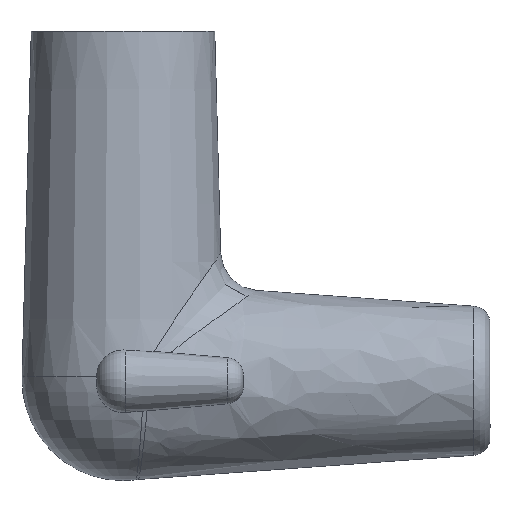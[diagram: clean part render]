
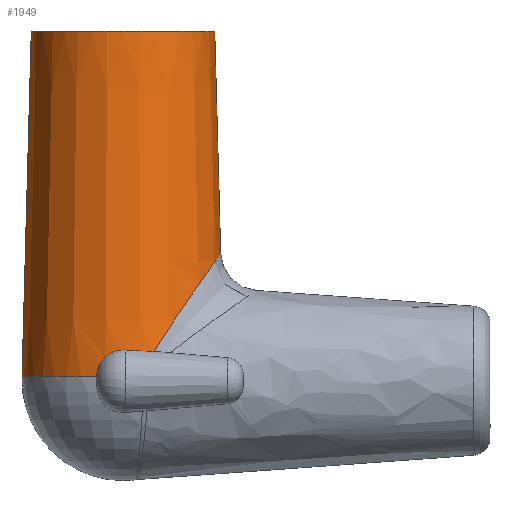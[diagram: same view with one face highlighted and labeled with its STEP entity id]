
A CAD part, front view. The second image highlights one B-rep face of the part: STEP entity #1949.
In plain terms, the highlighted conical face has half-angle 1.533 degrees and reference radius 7.938 mm.
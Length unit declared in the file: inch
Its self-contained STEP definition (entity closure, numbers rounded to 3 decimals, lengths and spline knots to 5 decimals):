
#83 = CARTESIAN_POINT ( 'NONE',  ( -0.0775, -0.33385, -1.12874 ) ) ;
#116 = CARTESIAN_POINT ( 'NONE',  ( 0.12949, -0.31537, -1.05164 ) ) ;
#132 = CARTESIAN_POINT ( 'NONE',  ( 0.31095, -0.12117, -0.78737 ) ) ;
#159 = CARTESIAN_POINT ( 'NONE',  ( -0.344, 0., -1.177 ) ) ;
#316 = DIRECTION ( 'NONE',  ( -1., 0., 0. ) ) ;
#340 = CARTESIAN_POINT ( 'NONE',  ( 0., 0., 0. ) ) ;
#367 = CARTESIAN_POINT ( 'NONE',  ( -0.08688, -0.33216, -1.15214 ) ) ;
#383 = LINE ( 'NONE', #2461, #3383 ) ;
#414 = CARTESIAN_POINT ( 'NONE',  ( 0.29018, -0.16642, -0.81705 ) ) ;
#424 = CIRCLE ( 'NONE', #2606, 0.344 ) ;
#444 = CARTESIAN_POINT ( 'NONE',  ( 0.09004, -0.33001, -1.08996 ) ) ;
#549 = EDGE_CURVE ( 'NONE', #1614, #1783, #991, .T. ) ;
#564 = VERTEX_POINT ( 'NONE', #2830 ) ;
#576 = VERTEX_POINT ( 'NONE', #159 ) ;
#584 = CARTESIAN_POINT ( 'NONE',  ( -0.3125, 0., 0. ) ) ;
#608 = FACE_OUTER_BOUND ( 'NONE', #1890, .T. ) ;
#642 = DIRECTION ( 'NONE',  ( -1., 0., 0. ) ) ;
#669 = CARTESIAN_POINT ( 'NONE',  ( -0.08982, -0.33207, -1.177 ) ) ;
#684 = CARTESIAN_POINT ( 'NONE',  ( -0.00483, -0.34156, -1.08506 ) ) ;
#699 = CARTESIAN_POINT ( 'NONE',  ( 0.10582, -0.32489, -1.09063 ) ) ;
#720 = CARTESIAN_POINT ( 'NONE',  ( 0.2601, -0.21261, -0.86002 ) ) ;
#734 = CARTESIAN_POINT ( 'NONE',  ( 0.33274, -0.01179, -0.75632 ) ) ;
#737 = ORIENTED_EDGE ( 'NONE', *, *, #2539, .F. ) ;
#749 = CARTESIAN_POINT ( 'NONE',  ( 0.02438, -0.34112, -1.08689 ) ) ;
#753 = ORIENTED_EDGE ( 'NONE', *, *, #1744, .F. ) ;
#826 = CIRCLE ( 'NONE', #2502, 0.3125 ) ;
#834 = B_SPLINE_CURVE_WITH_KNOTS ( 'NONE', 3,
 ( #699, #2784, #116, #1285, #2481, #3689, #1003, #2176, #3402, #720, #1876, #3097, #414, #1580, #2800, #132, #1299, #2498, #3704, #1019, #2192, #3418, #734, #1893 ),
 .UNSPECIFIED., .F., .F.,
 ( 4, 2, 2, 2, 2, 2, 2, 2, 2, 2, 2, 4 ),
 ( 0.00239, 0.00416, 0.00594, 0.00772, 0.0095, 0.01128, 0.01217, 0.01306, 0.01395, 0.01484, 0.01572, 0.01661 ),
 .UNSPECIFIED. ) ;
#943 = CARTESIAN_POINT ( 'NONE',  ( 0.10582, -0.32489, -1.09063 ) ) ;
#970 = CARTESIAN_POINT ( 'NONE',  ( -0.04148, -0.33946, -1.09406 ) ) ;
#991 = B_SPLINE_CURVE_WITH_KNOTS ( 'NONE', 3,
 ( #3433, #749, #1907, #3129, #444, #1612 ),
 .UNSPECIFIED., .F., .F.,
 ( 4, 2, 4 ),
 ( 0.00088, 0.00215, 0.00341 ),
 .UNSPECIFIED. ) ;
#1000 = VERTEX_POINT ( 'NONE', #2034 ) ;
#1003 = CARTESIAN_POINT ( 'NONE',  ( 0.20268, -0.27062, -0.94272 ) ) ;
#1005 = ORIENTED_EDGE ( 'NONE', *, *, #1006, .T. ) ;
#1006 = EDGE_CURVE ( 'NONE', #3328, #576, #3263, .T. ) ;
#1019 = CARTESIAN_POINT ( 'NONE',  ( 0.32804, -0.05789, -0.76301 ) ) ;
#1021 = ORIENTED_EDGE ( 'NONE', *, *, #3413, .F. ) ;
#1032 = ORIENTED_EDGE ( 'NONE', *, *, #2478, .T. ) ;
#1249 = CARTESIAN_POINT ( 'NONE',  ( -0.07043, -0.33513, -1.11838 ) ) ;
#1285 = CARTESIAN_POINT ( 'NONE',  ( 0.15391, -0.30308, -1.01429 ) ) ;
#1299 = CARTESIAN_POINT ( 'NONE',  ( 0.31449, -0.11133, -0.78234 ) ) ;
#1302 = CONICAL_SURFACE ( 'NONE', #3007, 0.3125, 0.027 ) ;
#1303 = ORIENTED_EDGE ( 'NONE', *, *, #549, .T. ) ;
#1315 = ORIENTED_EDGE ( 'NONE', *, *, #2575, .T. ) ;
#1500 = DIRECTION ( 'NONE',  ( 0., 0., 1. ) ) ;
#1528 = CARTESIAN_POINT ( 'NONE',  ( -0.08518, -0.33244, -1.14608 ) ) ;
#1580 = CARTESIAN_POINT ( 'NONE',  ( 0.29908, -0.14907, -0.80433 ) ) ;
#1612 = CARTESIAN_POINT ( 'NONE',  ( 0.10582, -0.32489, -1.09063 ) ) ;
#1614 = VERTEX_POINT ( 'NONE', #2268 ) ;
#1744 = EDGE_CURVE ( 'NONE', #3328, #2733, #826, .T. ) ;
#1746 = DIRECTION ( 'NONE',  ( -0.027, 0., -1. ) ) ;
#1770 = CARTESIAN_POINT ( 'NONE',  ( 0., 0., 0. ) ) ;
#1783 = VERTEX_POINT ( 'NONE', #943 ) ;
#1822 = CARTESIAN_POINT ( 'NONE',  ( -0.08962, -0.33195, -1.17069 ) ) ;
#1838 = CARTESIAN_POINT ( 'NONE',  ( 0.00149, -0.34159, -1.08494 ) ) ;
#1853 = CARTESIAN_POINT ( 'NONE',  ( 0.3125, 0., 0. ) ) ;
#1876 = CARTESIAN_POINT ( 'NONE',  ( 0.27064, -0.19849, -0.84496 ) ) ;
#1890 = EDGE_LOOP ( 'NONE', ( #737, #753, #1005, #1021, #1032, #1303, #1315 ) ) ;
#1893 = CARTESIAN_POINT ( 'NONE',  ( 0.33274, 0., -0.75633 ) ) ;
#1907 = CARTESIAN_POINT ( 'NONE',  ( 0.04085, -0.33957, -1.08791 ) ) ;
#1949 = ADVANCED_FACE ( 'NONE', ( #608 ), #1302, .T. ) ;
#2034 = CARTESIAN_POINT ( 'NONE',  ( 0.33274, 0., -0.75633 ) ) ;
#2094 = CARTESIAN_POINT ( 'NONE',  ( 0., 0., -1.177 ) ) ;
#2138 = CARTESIAN_POINT ( 'NONE',  ( -0.02364, -0.34085, -1.088 ) ) ;
#2176 = CARTESIAN_POINT ( 'NONE',  ( 0.22643, -0.24984, -0.90838 ) ) ;
#2192 = CARTESIAN_POINT ( 'NONE',  ( 0.32977, -0.04666, -0.76053 ) ) ;
#2268 = CARTESIAN_POINT ( 'NONE',  ( 0.00784, -0.34146, -1.08548 ) ) ;
#2356 = B_SPLINE_CURVE_WITH_KNOTS ( 'NONE', 3,
 ( #669, #1822, #3042, #367, #1528, #2749, #83, #1249, #2443, #3657, #970, #2138, #3367, #684, #1838, #3058 ),
 .UNSPECIFIED., .F., .F.,
 ( 4, 2, 2, 2, 2, 2, 2, 4 ),
 ( 0.00084, 0.00132, 0.0018, 0.00228, 0.00276, 0.00373, 0.00421, 0.00469 ),
 .UNSPECIFIED. ) ;
#2378 = CARTESIAN_POINT ( 'NONE',  ( -0.3125, 0., 0. ) ) ;
#2443 = CARTESIAN_POINT ( 'NONE',  ( -0.06627, -0.33586, -1.11352 ) ) ;
#2461 = CARTESIAN_POINT ( 'NONE',  ( 0.3125, 0., 0. ) ) ;
#2478 = EDGE_CURVE ( 'NONE', #564, #1614, #2356, .T. ) ;
#2481 = CARTESIAN_POINT ( 'NONE',  ( 0.16622, -0.296, -0.99605 ) ) ;
#2498 = CARTESIAN_POINT ( 'NONE',  ( 0.3208, -0.09068, -0.77334 ) ) ;
#2502 = AXIS2_PLACEMENT_3D ( 'NONE', #340, #1500, #2722 ) ;
#2539 = EDGE_CURVE ( 'NONE', #2733, #1000, #383, .T. ) ;
#2575 = EDGE_CURVE ( 'NONE', #1783, #1000, #834, .T. ) ;
#2606 = AXIS2_PLACEMENT_3D ( 'NONE', #2094, #3323, #642 ) ;
#2634 = VECTOR ( 'NONE', #1746, 39.37008 ) ;
#2722 = DIRECTION ( 'NONE',  ( 1., 0., 0. ) ) ;
#2733 = VERTEX_POINT ( 'NONE', #1853 ) ;
#2749 = CARTESIAN_POINT ( 'NONE',  ( -0.08045, -0.33329, -1.13428 ) ) ;
#2784 = CARTESIAN_POINT ( 'NONE',  ( 0.11728, -0.3206, -1.07076 ) ) ;
#2800 = CARTESIAN_POINT ( 'NONE',  ( 0.30325, -0.14004, -0.79837 ) ) ;
#2830 = CARTESIAN_POINT ( 'NONE',  ( -0.08982, -0.33207, -1.177 ) ) ;
#2985 = DIRECTION ( 'NONE',  ( 0., 0., -1. ) ) ;
#3007 = AXIS2_PLACEMENT_3D ( 'NONE', #1770, #2985, #316 ) ;
#3042 = CARTESIAN_POINT ( 'NONE',  ( -0.0891, -0.33191, -1.16444 ) ) ;
#3058 = CARTESIAN_POINT ( 'NONE',  ( 0.00784, -0.34146, -1.08548 ) ) ;
#3097 = CARTESIAN_POINT ( 'NONE',  ( 0.28542, -0.17477, -0.82385 ) ) ;
#3129 = CARTESIAN_POINT ( 'NONE',  ( 0.07366, -0.33404, -1.08945 ) ) ;
#3263 = LINE ( 'NONE', #584, #2634 ) ;
#3323 = DIRECTION ( 'NONE',  ( 0., 0., -1. ) ) ;
#3328 = VERTEX_POINT ( 'NONE', #2378 ) ;
#3367 = CARTESIAN_POINT ( 'NONE',  ( -0.01739, -0.3412, -1.08658 ) ) ;
#3383 = VECTOR ( 'NONE', #3675, 39.37008 ) ;
#3402 = CARTESIAN_POINT ( 'NONE',  ( 0.23802, -0.23827, -0.89169 ) ) ;
#3413 = EDGE_CURVE ( 'NONE', #564, #576, #424, .T. ) ;
#3418 = CARTESIAN_POINT ( 'NONE',  ( 0.33213, -0.02362, -0.75716 ) ) ;
#3433 = CARTESIAN_POINT ( 'NONE',  ( 0.00784, -0.34146, -1.08548 ) ) ;
#3657 = CARTESIAN_POINT ( 'NONE',  ( -0.05257, -0.33802, -1.10066 ) ) ;
#3675 = DIRECTION ( 'NONE',  ( 0.027, 0., -1. ) ) ;
#3689 = CARTESIAN_POINT ( 'NONE',  ( 0.19059, -0.27976, -0.96027 ) ) ;
#3704 = CARTESIAN_POINT ( 'NONE',  ( 0.32357, -0.07986, -0.7694 ) ) ;
